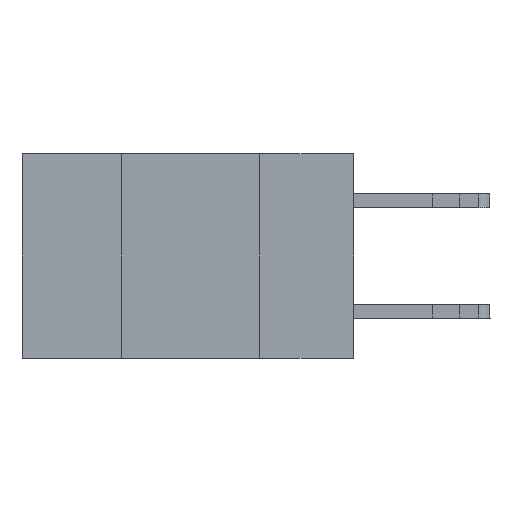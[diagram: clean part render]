
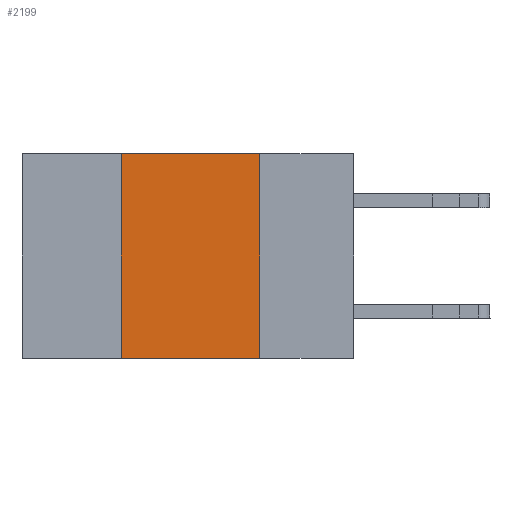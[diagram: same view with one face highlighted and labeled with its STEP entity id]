
A CAD part, left-side view. The second image highlights one B-rep face of the part: STEP entity #2199.
In plain terms, the highlighted planar face has unit normal (-1, 0, 0).
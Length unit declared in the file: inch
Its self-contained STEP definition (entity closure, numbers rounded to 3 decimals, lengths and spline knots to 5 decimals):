
#680 = DIRECTION ( 'NONE',  ( 1., 0., 0. ) ) ;
#1082 = CARTESIAN_POINT ( 'NONE',  ( 0., 0.17, 0. ) ) ;
#2199 = ADVANCED_FACE ( 'NONE', ( #13847 ), #11427, .F. ) ;
#3233 = CARTESIAN_POINT ( 'NONE',  ( 0., 0.42, 0. ) ) ;
#3941 = DIRECTION ( 'NONE',  ( 0., -1., 0. ) ) ;
#3993 = EDGE_CURVE ( 'NONE', #9642, #14189, #7444, .T. ) ;
#4103 = EDGE_LOOP ( 'NONE', ( #5861, #15342, #14503, #8513 ) ) ;
#4585 = EDGE_CURVE ( 'NONE', #9642, #14990, #13149, .T. ) ;
#5046 = DIRECTION ( 'NONE',  ( 0., 0., 1. ) ) ;
#5843 = AXIS2_PLACEMENT_3D ( 'NONE', #10225, #680, #15021 ) ;
#5861 = ORIENTED_EDGE ( 'NONE', *, *, #8846, .F. ) ;
#7120 = VECTOR ( 'NONE', #5046, 39.37008 ) ;
#7365 = CARTESIAN_POINT ( 'NONE',  ( 0., 0.6, 0. ) ) ;
#7444 = LINE ( 'NONE', #7593, #7120 ) ;
#7593 = CARTESIAN_POINT ( 'NONE',  ( 0., 0.42, 0. ) ) ;
#8513 = ORIENTED_EDGE ( 'NONE', *, *, #4585, .T. ) ;
#8709 = EDGE_CURVE ( 'NONE', #14189, #12112, #14660, .T. ) ;
#8846 = EDGE_CURVE ( 'NONE', #12112, #14990, #14388, .T. ) ;
#9057 = CARTESIAN_POINT ( 'NONE',  ( 0., 0.17, 0. ) ) ;
#9375 = CARTESIAN_POINT ( 'NONE',  ( 0., 0.6, -0.37 ) ) ;
#9642 = VERTEX_POINT ( 'NONE', #11858 ) ;
#9804 = CARTESIAN_POINT ( 'NONE',  ( 0., 0.17, -0.37 ) ) ;
#10225 = CARTESIAN_POINT ( 'NONE',  ( 0., 0.6, 0. ) ) ;
#10242 = VECTOR ( 'NONE', #10631, 39.37008 ) ;
#10631 = DIRECTION ( 'NONE',  ( 0., 0., -1. ) ) ;
#11427 = PLANE ( 'NONE',  #5843 ) ;
#11858 = CARTESIAN_POINT ( 'NONE',  ( 0., 0.42, -0.37 ) ) ;
#12112 = VERTEX_POINT ( 'NONE', #9057 ) ;
#12414 = VECTOR ( 'NONE', #14315, 39.37008 ) ;
#13149 = LINE ( 'NONE', #9375, #12414 ) ;
#13847 = FACE_OUTER_BOUND ( 'NONE', #4103, .T. ) ;
#14189 = VERTEX_POINT ( 'NONE', #3233 ) ;
#14315 = DIRECTION ( 'NONE',  ( 0., -1., 0. ) ) ;
#14388 = LINE ( 'NONE', #1082, #10242 ) ;
#14503 = ORIENTED_EDGE ( 'NONE', *, *, #3993, .F. ) ;
#14660 = LINE ( 'NONE', #7365, #15249 ) ;
#14990 = VERTEX_POINT ( 'NONE', #9804 ) ;
#15021 = DIRECTION ( 'NONE',  ( 0., 0., -1. ) ) ;
#15249 = VECTOR ( 'NONE', #3941, 39.37008 ) ;
#15342 = ORIENTED_EDGE ( 'NONE', *, *, #8709, .F. ) ;
